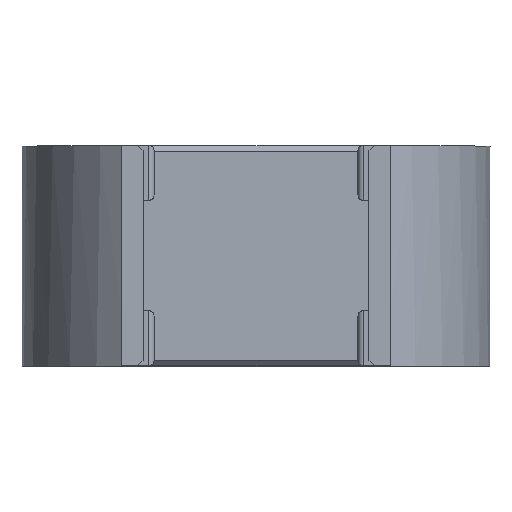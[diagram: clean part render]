
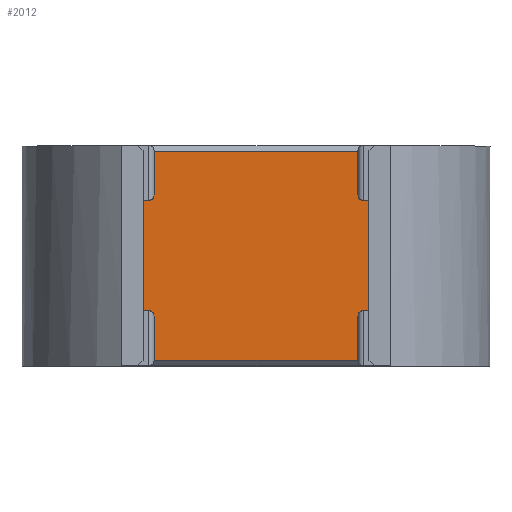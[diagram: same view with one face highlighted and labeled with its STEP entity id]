
A CAD part, top view. The second image highlights one B-rep face of the part: STEP entity #2012.
In plain terms, the highlighted planar face has unit normal (0, 0, 1).
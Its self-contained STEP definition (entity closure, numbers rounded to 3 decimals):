
#80=PLANE('',#2171);
#169=FACE_OUTER_BOUND('',#296,.T.);
#296=EDGE_LOOP('',(#1520,#1521,#1522,#1523));
#480=LINE('',#3099,#712);
#491=LINE('',#3123,#723);
#494=LINE('',#3130,#726);
#495=LINE('',#3131,#727);
#712=VECTOR('',#2470,10.);
#723=VECTOR('',#2489,10.);
#726=VECTOR('',#2496,10.);
#727=VECTOR('',#2497,10.);
#972=VERTEX_POINT('',#3096);
#973=VERTEX_POINT('',#3098);
#982=VERTEX_POINT('',#3121);
#984=VERTEX_POINT('',#3129);
#1166=EDGE_CURVE('',#973,#972,#480,.T.);
#1179=EDGE_CURVE('',#982,#972,#491,.T.);
#1182=EDGE_CURVE('',#982,#984,#494,.T.);
#1183=EDGE_CURVE('',#973,#984,#495,.T.);
#1520=ORIENTED_EDGE('',*,*,#1179,.F.);
#1521=ORIENTED_EDGE('',*,*,#1182,.T.);
#1522=ORIENTED_EDGE('',*,*,#1183,.F.);
#1523=ORIENTED_EDGE('',*,*,#1166,.T.);
#2012=ADVANCED_FACE('',(#169),#80,.T.);
#2171=AXIS2_PLACEMENT_3D('',#3128,#2494,#2495);
#2470=DIRECTION('',(0.,1.,0.));
#2489=DIRECTION('',(1.,0.,0.));
#2494=DIRECTION('center_axis',(0.,0.,1.));
#2495=DIRECTION('ref_axis',(1.,0.,0.));
#2496=DIRECTION('',(0.,-1.,0.));
#2497=DIRECTION('',(-1.,0.,0.));
#3096=CARTESIAN_POINT('',(20.5,26.,61.));
#3098=CARTESIAN_POINT('',(20.5,-12.,61.));
#3099=CARTESIAN_POINT('',(20.5,7.,61.));
#3121=CARTESIAN_POINT('',(-20.5,26.,61.));
#3123=CARTESIAN_POINT('',(-5.,26.,61.));
#3128=CARTESIAN_POINT('Origin',(-10.,7.,61.));
#3129=CARTESIAN_POINT('',(-20.5,-12.,61.));
#3130=CARTESIAN_POINT('',(-20.5,7.,61.));
#3131=CARTESIAN_POINT('',(-5.,-12.,61.));
